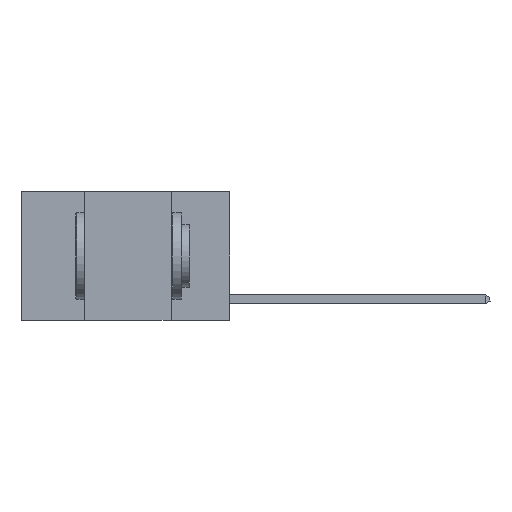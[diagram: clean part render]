
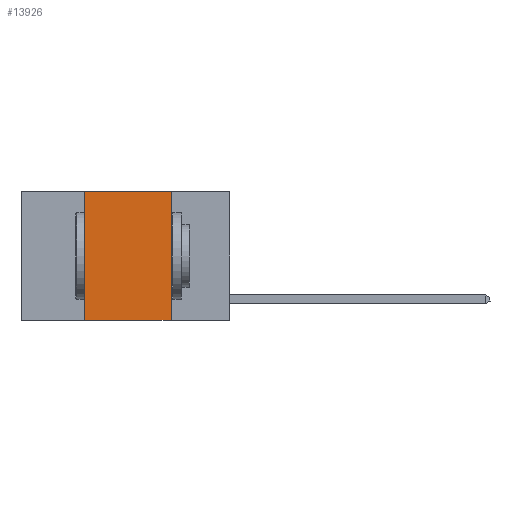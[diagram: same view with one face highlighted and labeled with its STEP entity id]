
A CAD part, left-side view. The second image highlights one B-rep face of the part: STEP entity #13926.
In plain terms, the highlighted planar face has unit normal (-1, 0, 0).
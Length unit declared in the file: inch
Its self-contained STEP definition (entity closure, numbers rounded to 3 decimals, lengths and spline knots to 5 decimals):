
#623 = VECTOR ( 'NONE', #13354, 39.37008 ) ;
#760 = FACE_OUTER_BOUND ( 'NONE', #9648, .T. ) ;
#2256 = VECTOR ( 'NONE', #10373, 39.37008 ) ;
#2393 = CARTESIAN_POINT ( 'NONE',  ( 0., 0.17, 0. ) ) ;
#3933 = CARTESIAN_POINT ( 'NONE',  ( 0., 0.17, 0. ) ) ;
#4642 = LINE ( 'NONE', #15842, #8271 ) ;
#5617 = VECTOR ( 'NONE', #17679, 39.37008 ) ;
#5623 = DIRECTION ( 'NONE',  ( 1., 0., 0. ) ) ;
#7417 = ORIENTED_EDGE ( 'NONE', *, *, #15393, .F. ) ;
#8271 = VECTOR ( 'NONE', #12875, 39.37008 ) ;
#8847 = CARTESIAN_POINT ( 'NONE',  ( 0., 0.42, 0. ) ) ;
#9648 = EDGE_LOOP ( 'NONE', ( #19917, #10134, #7417, #11866 ) ) ;
#9955 = LINE ( 'NONE', #3933, #623 ) ;
#9993 = CARTESIAN_POINT ( 'NONE',  ( 0., 0.42, -0.37 ) ) ;
#10134 = ORIENTED_EDGE ( 'NONE', *, *, #19971, .F. ) ;
#10373 = DIRECTION ( 'NONE',  ( 0., -1., 0. ) ) ;
#10410 = AXIS2_PLACEMENT_3D ( 'NONE', #14926, #5623, #16463 ) ;
#10603 = LINE ( 'NONE', #11956, #2256 ) ;
#11611 = CARTESIAN_POINT ( 'NONE',  ( 0., 0.6, -0.37 ) ) ;
#11866 = ORIENTED_EDGE ( 'NONE', *, *, #14884, .T. ) ;
#11956 = CARTESIAN_POINT ( 'NONE',  ( 0., 0.6, 0. ) ) ;
#12814 = VERTEX_POINT ( 'NONE', #17978 ) ;
#12875 = DIRECTION ( 'NONE',  ( 0., 0., 1. ) ) ;
#13354 = DIRECTION ( 'NONE',  ( 0., 0., -1. ) ) ;
#13889 = LINE ( 'NONE', #11611, #5617 ) ;
#13926 = ADVANCED_FACE ( 'NONE', ( #760 ), #14858, .F. ) ;
#14858 = PLANE ( 'NONE',  #10410 ) ;
#14884 = EDGE_CURVE ( 'NONE', #16108, #12814, #13889, .T. ) ;
#14926 = CARTESIAN_POINT ( 'NONE',  ( 0., 0.6, 0. ) ) ;
#15393 = EDGE_CURVE ( 'NONE', #16108, #16985, #4642, .T. ) ;
#15842 = CARTESIAN_POINT ( 'NONE',  ( 0., 0.42, 0. ) ) ;
#16108 = VERTEX_POINT ( 'NONE', #9993 ) ;
#16222 = VERTEX_POINT ( 'NONE', #2393 ) ;
#16463 = DIRECTION ( 'NONE',  ( 0., 0., -1. ) ) ;
#16934 = EDGE_CURVE ( 'NONE', #16222, #12814, #9955, .T. ) ;
#16985 = VERTEX_POINT ( 'NONE', #8847 ) ;
#17679 = DIRECTION ( 'NONE',  ( 0., -1., 0. ) ) ;
#17978 = CARTESIAN_POINT ( 'NONE',  ( 0., 0.17, -0.37 ) ) ;
#19917 = ORIENTED_EDGE ( 'NONE', *, *, #16934, .F. ) ;
#19971 = EDGE_CURVE ( 'NONE', #16985, #16222, #10603, .T. ) ;
